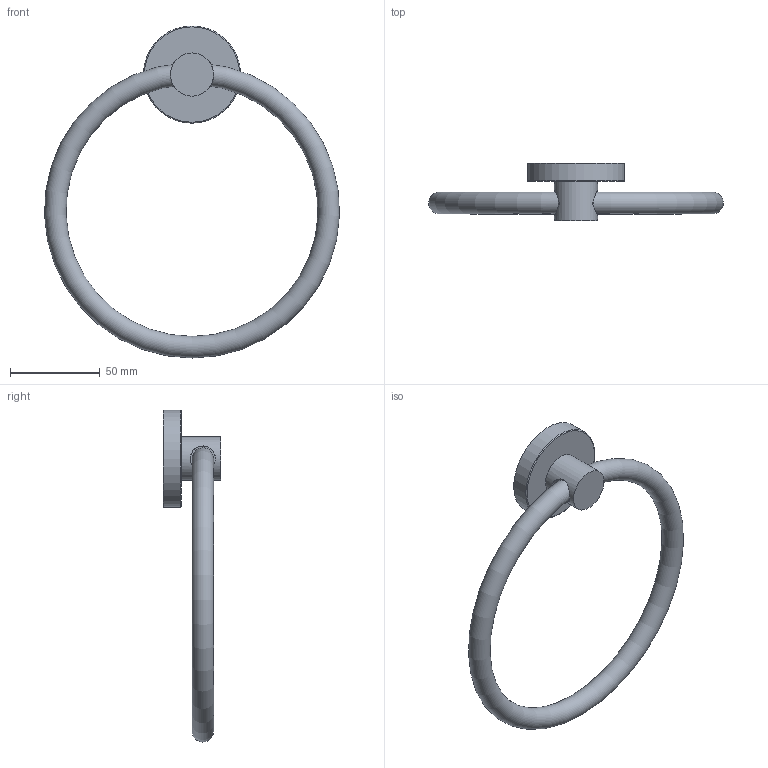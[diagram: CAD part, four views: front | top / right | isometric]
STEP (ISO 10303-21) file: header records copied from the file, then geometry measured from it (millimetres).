
FILE_DESCRIPTION(/* description */ (''),/* implementation_level */ '2;1');
FILE_NAME(/* name */ '3D_TVA151005000_ElementsTender.step',/* time_stamp */ '2022-12-07T16:24:11+01:00',/* author */ (''),/* organization */ (''),/* preprocessor_version */ 'ST-DEVELOPER v19.2',/* originating_system */ 'Autodesk Translation Framework v11.17.0.187',/* authorisation */ '');
FILE_SCHEMA (('AUTOMOTIVE_DESIGN { 1 0 10303 214 3 1 1 }'));
Length unit declared in the file: millimetre
Products named in the file (9): (Nicht gespeichert); 217951000-04; 217960000-01; 217960000-02; 217924000-06; GB 78-1985_5*10; 230160000-03; GB5783-2000_5*8; GB 862.2-1987_5
Assembly tree (9 placements, depth 2):
  (Nicht gespeichert)
    217951000-04
    217960000-01
    217960000-02
    217924000-06
    GB 78-1985_5*10
    230160000-03  x2
    GB5783-2000_5*8
    GB 862.2-1987_5
Bounding box: 163.9 x 32 x 184.5 mm (x, y, z)
Volume: 46344.3 mm3; surface area: 43283.6 mm2
Topology: 5 solids, 5 shells, 34 faces, 63 edges, 42 vertices
Faces by surface type: plane 19, cylinder 10, torus 5
Full cylindrical faces by diameter (mm): 4.2 x1, 12 x3, 13.9 x2, 14 x2, 24 x1, 54 x1
Entity records: 1355 total; most frequent: CARTESIAN_POINT 501, DIRECTION 156, ORIENTED_EDGE 108, AXIS2_PLACEMENT_3D 67, EDGE_CURVE 54, EDGE_LOOP 36, VERTEX_POINT 36, FACE_OUTER_BOUND 28
